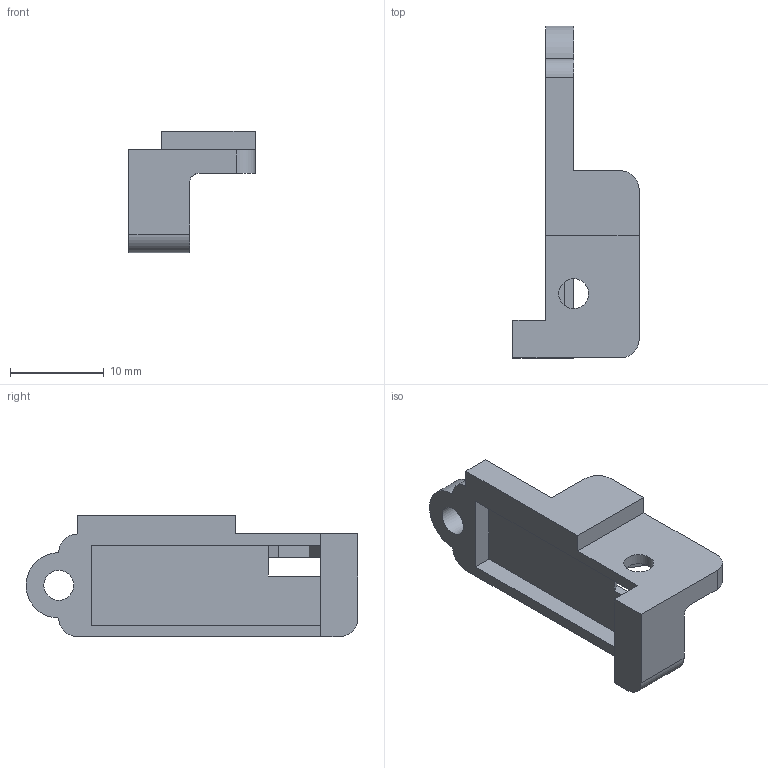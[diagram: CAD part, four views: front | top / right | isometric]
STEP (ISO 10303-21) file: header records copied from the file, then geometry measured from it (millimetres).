
FILE_DESCRIPTION(/* description */ (''),/* implementation_level */ '2;1');
FILE_NAME(/* name */ 'X endstop base.step',/* time_stamp */ '2021-05-17T00:28:42+08:00',/* author */ (''),/* organization */ (''),/* preprocessor_version */ 'ST-DEVELOPER v18.1',/* originating_system */ 'Autodesk Translation Framework v10.6.0.1341',/* authorisation */ '');
FILE_SCHEMA (('AUTOMOTIVE_DESIGN { 1 0 10303 214 3 1 1 }'));
Length unit declared in the file: millimetre
Products named in the file (1): X endstop base
Bounding box: 13.5 x 35.5 x 13 mm (x, y, z)
Volume: 1258.4 mm3; surface area: 1707.4 mm2
Topology: 1 solids, 1 shells, 36 faces, 103 edges, 68 vertices
Faces by surface type: plane 25, cylinder 11
Full cylindrical faces by diameter (mm): 3.2 x2
Entity records: 1218 total; most frequent: CARTESIAN_POINT 208, ORIENTED_EDGE 206, DIRECTION 199, EDGE_CURVE 103, LINE 81, VECTOR 81, VERTEX_POINT 68, AXIS2_PLACEMENT_3D 59
